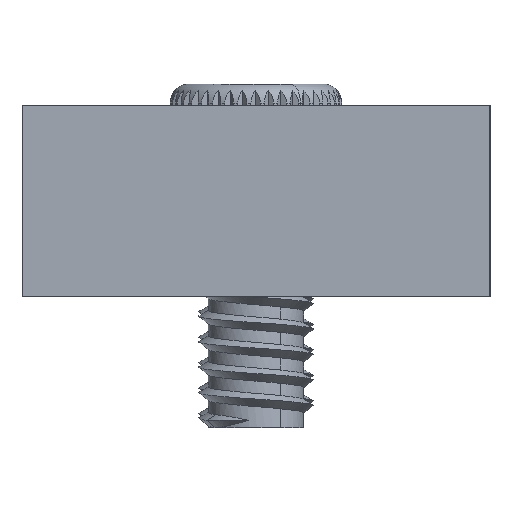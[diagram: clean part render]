
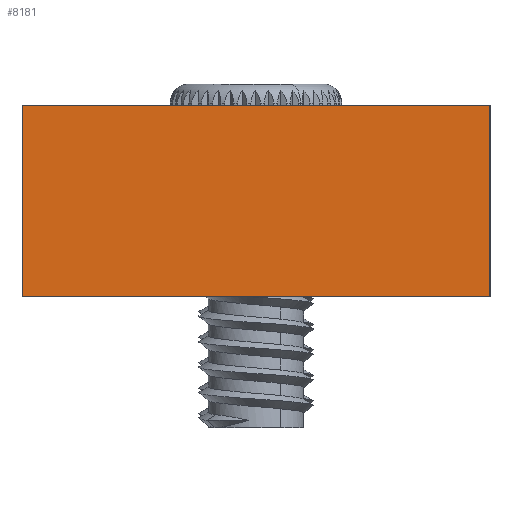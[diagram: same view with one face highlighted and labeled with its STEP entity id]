
A CAD part, left-side view. The second image highlights one B-rep face of the part: STEP entity #8181.
In plain terms, the highlighted planar face has unit normal (-1, 0, 0).
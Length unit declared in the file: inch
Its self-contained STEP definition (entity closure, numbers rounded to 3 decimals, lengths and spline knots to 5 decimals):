
#340 = DIRECTION ( 'NONE',  ( 0., 0., -1. ) ) ;
#900 = LINE ( 'NONE', #9814, #9972 ) ;
#1085 = VERTEX_POINT ( 'NONE', #11082 ) ;
#1088 = DIRECTION ( 'NONE',  ( 0., -1., 0. ) ) ;
#1561 = DIRECTION ( 'NONE',  ( 1., 0., 0. ) ) ;
#2541 = DIRECTION ( 'NONE',  ( 0., 0., -1. ) ) ;
#2800 = VECTOR ( 'NONE', #1088, 39.37008 ) ;
#3885 = VECTOR ( 'NONE', #340, 39.37008 ) ;
#4204 = CARTESIAN_POINT ( 'NONE',  ( 0.04754, 0.36071, 0.7285 ) ) ;
#4262 = LINE ( 'NONE', #4204, #2800 ) ;
#4548 = FACE_OUTER_BOUND ( 'NONE', #7239, .T. ) ;
#4999 = DIRECTION ( 'NONE',  ( 0., 0., -1. ) ) ;
#5277 = CARTESIAN_POINT ( 'NONE',  ( 0.04754, 0.843, 0.92535 ) ) ;
#5533 = ORIENTED_EDGE ( 'NONE', *, *, #5938, .T. ) ;
#5782 = VERTEX_POINT ( 'NONE', #9617 ) ;
#5938 = EDGE_CURVE ( 'NONE', #1085, #9200, #4262, .T. ) ;
#6260 = LINE ( 'NONE', #5277, #3885 ) ;
#7198 = ORIENTED_EDGE ( 'NONE', *, *, #10235, .F. ) ;
#7239 = EDGE_LOOP ( 'NONE', ( #5533, #8195, #7198, #11315 ) ) ;
#7846 = LINE ( 'NONE', #11891, #11184 ) ;
#8181 = ADVANCED_FACE ( 'NONE', ( #4548 ), #12572, .F. ) ;
#8195 = ORIENTED_EDGE ( 'NONE', *, *, #8327, .F. ) ;
#8327 = EDGE_CURVE ( 'NONE', #12744, #9200, #900, .T. ) ;
#8397 = CARTESIAN_POINT ( 'NONE',  ( 0.04754, 0.36071, 0.92535 ) ) ;
#8881 = DIRECTION ( 'NONE',  ( 0., -1., 0. ) ) ;
#9188 = EDGE_CURVE ( 'NONE', #5782, #1085, #6260, .T. ) ;
#9200 = VERTEX_POINT ( 'NONE', #9386 ) ;
#9386 = CARTESIAN_POINT ( 'NONE',  ( 0.04754, 0.36071, 0.7285 ) ) ;
#9499 = CARTESIAN_POINT ( 'NONE',  ( 0.04754, 0.36071, 0.92535 ) ) ;
#9617 = CARTESIAN_POINT ( 'NONE',  ( 0.04754, 0.843, 0.92535 ) ) ;
#9814 = CARTESIAN_POINT ( 'NONE',  ( 0.04754, 0.36071, 0.92535 ) ) ;
#9972 = VECTOR ( 'NONE', #4999, 39.37008 ) ;
#10235 = EDGE_CURVE ( 'NONE', #5782, #12744, #7846, .T. ) ;
#11082 = CARTESIAN_POINT ( 'NONE',  ( 0.04754, 0.843, 0.7285 ) ) ;
#11184 = VECTOR ( 'NONE', #8881, 39.37008 ) ;
#11315 = ORIENTED_EDGE ( 'NONE', *, *, #9188, .T. ) ;
#11438 = AXIS2_PLACEMENT_3D ( 'NONE', #8397, #1561, #2541 ) ;
#11891 = CARTESIAN_POINT ( 'NONE',  ( 0.04754, 0.36071, 0.92535 ) ) ;
#12572 = PLANE ( 'NONE',  #11438 ) ;
#12744 = VERTEX_POINT ( 'NONE', #9499 ) ;
